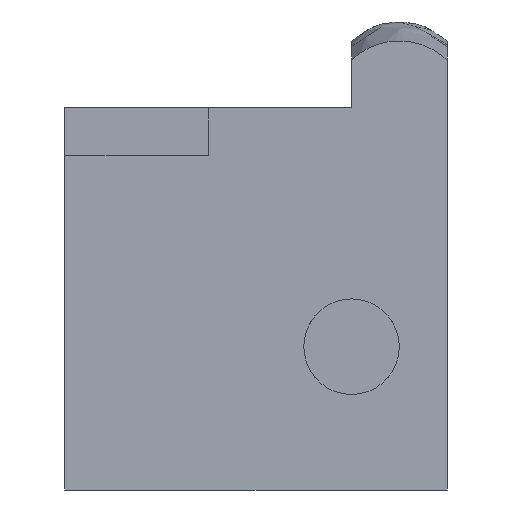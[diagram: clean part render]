
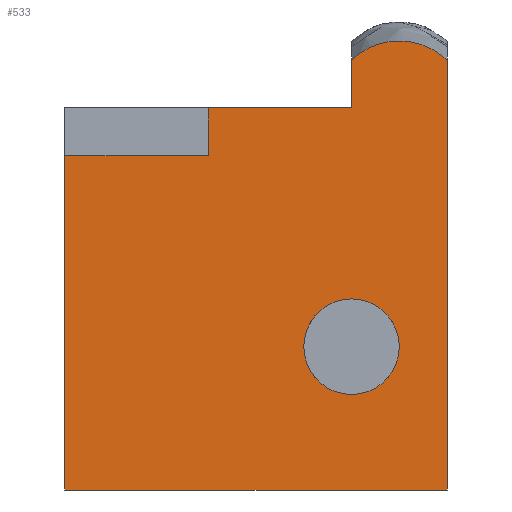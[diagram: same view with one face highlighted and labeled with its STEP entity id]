
A CAD part, front view. The second image highlights one B-rep face of the part: STEP entity #533.
In plain terms, the highlighted planar face has unit normal (0, -1, 0).
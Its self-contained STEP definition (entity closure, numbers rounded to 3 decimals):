
#1=DIRECTION('',(1.,0.,0.));
#2=VECTOR('',#1,40.);
#3=CARTESIAN_POINT('',(0.,0.,0.));
#4=LINE('',#3,#2);
#17=DIRECTION('',(1.,0.,0.));
#18=VECTOR('',#17,15.);
#19=CARTESIAN_POINT('',(0.,0.,35.));
#20=LINE('',#19,#18);
#21=DIRECTION('',(0.,0.,1.));
#22=VECTOR('',#21,5.);
#23=CARTESIAN_POINT('',(15.,0.,35.));
#24=LINE('',#23,#22);
#25=DIRECTION('',(1.,0.,0.));
#26=VECTOR('',#25,15.);
#27=CARTESIAN_POINT('',(15.,0.,40.));
#28=LINE('',#27,#26);
#29=DIRECTION('',(0.,0.,-1.));
#30=VECTOR('',#29,5.);
#31=CARTESIAN_POINT('',(30.,0.,45.));
#32=LINE('',#31,#30);
#33=CARTESIAN_POINT('',(30.,0.,45.));
#34=CARTESIAN_POINT('',(30.666,0.,45.634));
#35=CARTESIAN_POINT('',(32.242,0.,46.646));
#36=CARTESIAN_POINT('',(35.,0.,47.177));
#37=CARTESIAN_POINT('',(37.758,0.,46.646));
#38=CARTESIAN_POINT('',(39.334,0.,45.634));
#39=CARTESIAN_POINT('',(40.,0.,45.));
#41=DIRECTION('',(0.,0.,1.));
#42=VECTOR('',#41,35.);
#43=CARTESIAN_POINT('',(0.,0.,0.));
#44=LINE('',#43,#42);
#45=CARTESIAN_POINT('',(30.,0.,15.));
#46=DIRECTION('',(0.,-1.,0.));
#47=DIRECTION('',(1.,0.,0.));
#48=AXIS2_PLACEMENT_3D('',#45,#46,#47);
#50=CARTESIAN_POINT('',(30.,0.,15.));
#51=DIRECTION('',(0.,-1.,0.));
#52=DIRECTION('',(-1.,0.,0.));
#53=AXIS2_PLACEMENT_3D('',#50,#51,#52);
#165=DIRECTION('',(0.,0.,1.));
#166=VECTOR('',#165,45.);
#167=CARTESIAN_POINT('',(40.,0.,0.));
#168=LINE('',#167,#166);
#397=CARTESIAN_POINT('',(0.,0.,0.));
#398=CARTESIAN_POINT('',(40.,0.,0.));
#399=VERTEX_POINT('',#397);
#400=VERTEX_POINT('',#398);
#409=CARTESIAN_POINT('',(30.,0.,40.));
#410=VERTEX_POINT('',#409);
#411=VERTEX_POINT('',#33);
#412=VERTEX_POINT('',#39);
#415=CARTESIAN_POINT('',(0.,0.,35.));
#416=CARTESIAN_POINT('',(15.,0.,35.));
#417=VERTEX_POINT('',#415);
#418=VERTEX_POINT('',#416);
#419=CARTESIAN_POINT('',(15.,0.,40.));
#420=VERTEX_POINT('',#419);
#473=CARTESIAN_POINT('',(35.,0.,15.));
#474=CARTESIAN_POINT('',(25.,0.,15.));
#475=VERTEX_POINT('',#473);
#476=VERTEX_POINT('',#474);
#505=CARTESIAN_POINT('',(0.,0.,0.));
#506=DIRECTION('',(0.,-1.,0.));
#507=DIRECTION('',(1.,0.,0.));
#508=AXIS2_PLACEMENT_3D('',#505,#506,#507);
#509=PLANE('',#508);
#511=ORIENTED_EDGE('',*,*,#510,.T.);
#513=ORIENTED_EDGE('',*,*,#512,.T.);
#515=ORIENTED_EDGE('',*,*,#514,.T.);
#517=ORIENTED_EDGE('',*,*,#516,.F.);
#519=ORIENTED_EDGE('',*,*,#518,.T.);
#521=ORIENTED_EDGE('',*,*,#520,.F.);
#522=ORIENTED_EDGE('',*,*,#494,.F.);
#524=ORIENTED_EDGE('',*,*,#523,.T.);
#525=EDGE_LOOP('',(#511,#513,#515,#517,#519,#521,#522,#524));
#526=FACE_OUTER_BOUND('',#525,.F.);
#528=ORIENTED_EDGE('',*,*,#527,.T.);
#530=ORIENTED_EDGE('',*,*,#529,.T.);
#531=EDGE_LOOP('',(#528,#530));
#532=FACE_BOUND('',#531,.F.);
#533=ADVANCED_FACE('',(#526,#532),#509,.T.);
#40=B_SPLINE_CURVE_WITH_KNOTS('',3,(#33,#34,#35,#36,#37,#38,#39),.UNSPECIFIED.,
.F.,.F.,(4,1,1,1,4),(0.,0.25,0.5,0.75,1.),.UNSPECIFIED.);
#49=CIRCLE('',#48,5.);
#54=CIRCLE('',#53,5.);
#494=EDGE_CURVE('',#399,#400,#4,.T.);
#510=EDGE_CURVE('',#417,#418,#20,.T.);
#512=EDGE_CURVE('',#418,#420,#24,.T.);
#514=EDGE_CURVE('',#420,#410,#28,.T.);
#516=EDGE_CURVE('',#411,#410,#32,.T.);
#518=EDGE_CURVE('',#411,#412,#40,.T.);
#520=EDGE_CURVE('',#400,#412,#168,.T.);
#523=EDGE_CURVE('',#399,#417,#44,.T.);
#527=EDGE_CURVE('',#475,#476,#49,.T.);
#529=EDGE_CURVE('',#476,#475,#54,.T.);
